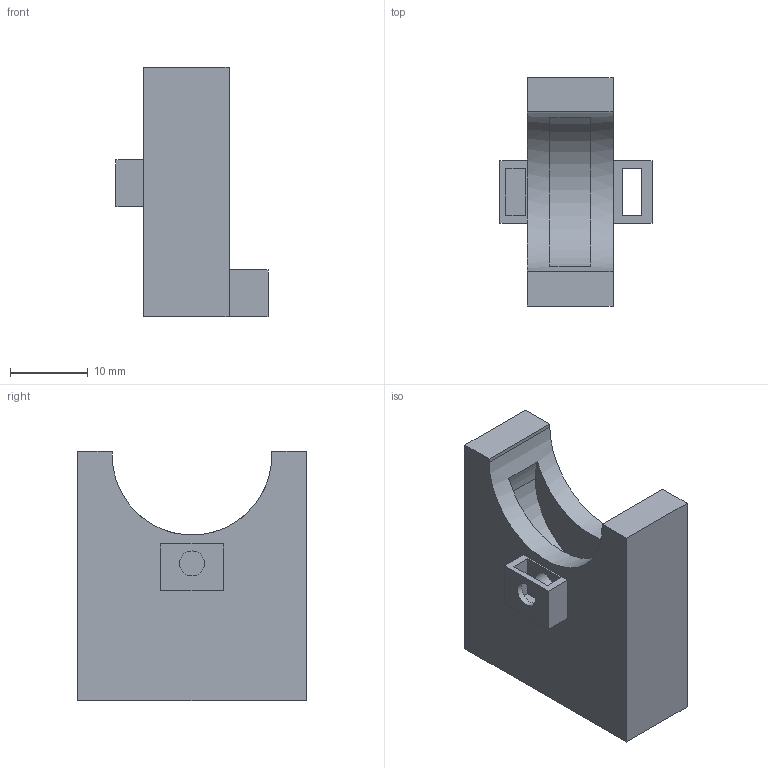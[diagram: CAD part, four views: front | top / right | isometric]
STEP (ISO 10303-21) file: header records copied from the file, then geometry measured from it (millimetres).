
FILE_DESCRIPTION(('FreeCAD Model'),'2;1');
FILE_NAME('Open CASCADE Shape Model','2024-07-02T09:43:01',(''),(''), 'Open CASCADE STEP processor 7.6','FreeCAD','Unknown');
FILE_SCHEMA(('AUTOMOTIVE_DESIGN { 1 0 10303 214 1 1 1 1 }'));
Length unit declared in the file: millimetre
Products named in the file (1): Body
Bounding box: 19.5 x 29.3 x 32 mm (x, y, z)
Volume: 7519.5 mm3; surface area: 4015.4 mm2
Topology: 1 solids, 1 shells, 38 faces, 97 edges, 64 vertices
Faces by surface type: plane 29, cylinder 9
Full cylindrical faces by diameter (mm): 3.2 x4, 6 x1
Entity records: 1288 total; most frequent: CARTESIAN_POINT 308, ORIENTED_EDGE 194, DIRECTION 191, EDGE_CURVE 97, LINE 75, VECTOR 75, VERTEX_POINT 64, AXIS2_PLACEMENT_3D 58
